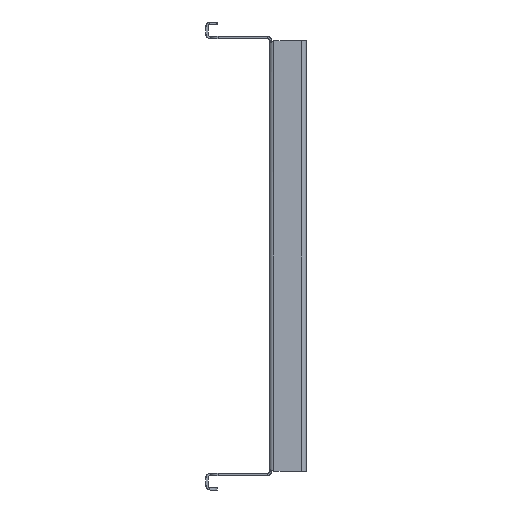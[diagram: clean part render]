
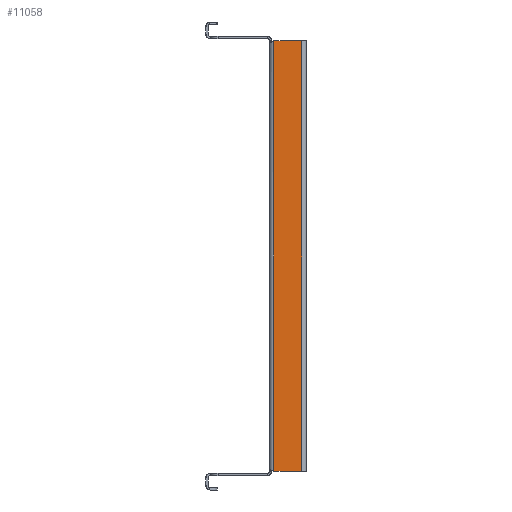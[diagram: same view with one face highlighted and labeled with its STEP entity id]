
A CAD part, left-side view. The second image highlights one B-rep face of the part: STEP entity #11058.
In plain terms, the highlighted planar face has unit normal (-1, 0, 0).
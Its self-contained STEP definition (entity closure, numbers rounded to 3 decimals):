
#133 = EDGE_CURVE ( 'NONE', #14115, #9861, #3769, .T. ) ;
#529 = VECTOR ( 'NONE', #10763, 1000. ) ;
#981 = ORIENTED_EDGE ( 'NONE', *, *, #7459, .T. ) ;
#1295 = CARTESIAN_POINT ( 'NONE',  ( -330., -4., 193. ) ) ;
#1401 = DIRECTION ( 'NONE',  ( 0., -1., 0. ) ) ;
#2731 = VECTOR ( 'NONE', #1401, 1000. ) ;
#2857 = DIRECTION ( 'NONE',  ( 0., 1., 0. ) ) ;
#2928 = DIRECTION ( 'NONE',  ( 0., -1., 0. ) ) ;
#3691 = EDGE_CURVE ( 'NONE', #6776, #4184, #6497, .T. ) ;
#3769 = LINE ( 'NONE', #8620, #529 ) ;
#4159 = LINE ( 'NONE', #6403, #10310 ) ;
#4184 = VERTEX_POINT ( 'NONE', #4931 ) ;
#4931 = CARTESIAN_POINT ( 'NONE',  ( -330., -29., 193. ) ) ;
#5254 = DIRECTION ( 'NONE',  ( -1., 0., 0. ) ) ;
#5385 = ORIENTED_EDGE ( 'NONE', *, *, #13351, .T. ) ;
#5410 = DIRECTION ( 'NONE',  ( 0., 0., 1. ) ) ;
#6403 = CARTESIAN_POINT ( 'NONE',  ( -330., 0., 193. ) ) ;
#6497 = LINE ( 'NONE', #11188, #8438 ) ;
#6776 = VERTEX_POINT ( 'NONE', #13674 ) ;
#7300 = EDGE_LOOP ( 'NONE', ( #5385, #12589, #981, #8674 ) ) ;
#7459 = EDGE_CURVE ( 'NONE', #4184, #14115, #4159, .T. ) ;
#8438 = VECTOR ( 'NONE', #5410, 1000. ) ;
#8549 = CARTESIAN_POINT ( 'NONE',  ( -330., -4., -193. ) ) ;
#8552 = PLANE ( 'NONE',  #14581 ) ;
#8620 = CARTESIAN_POINT ( 'NONE',  ( -330., -4., 0. ) ) ;
#8674 = ORIENTED_EDGE ( 'NONE', *, *, #133, .T. ) ;
#8786 = CARTESIAN_POINT ( 'NONE',  ( -330., 0., 0. ) ) ;
#9861 = VERTEX_POINT ( 'NONE', #8549 ) ;
#10310 = VECTOR ( 'NONE', #2857, 1000. ) ;
#10763 = DIRECTION ( 'NONE',  ( 0., 0., -1. ) ) ;
#11052 = LINE ( 'NONE', #14613, #2731 ) ;
#11058 = ADVANCED_FACE ( 'NONE', ( #14480 ), #8552, .T. ) ;
#11188 = CARTESIAN_POINT ( 'NONE',  ( -330., -29., -193. ) ) ;
#12589 = ORIENTED_EDGE ( 'NONE', *, *, #3691, .T. ) ;
#13351 = EDGE_CURVE ( 'NONE', #9861, #6776, #11052, .T. ) ;
#13674 = CARTESIAN_POINT ( 'NONE',  ( -330., -29., -193. ) ) ;
#14115 = VERTEX_POINT ( 'NONE', #1295 ) ;
#14480 = FACE_OUTER_BOUND ( 'NONE', #7300, .T. ) ;
#14581 = AXIS2_PLACEMENT_3D ( 'NONE', #8786, #5254, #2928 ) ;
#14613 = CARTESIAN_POINT ( 'NONE',  ( -330., 0., -193. ) ) ;
